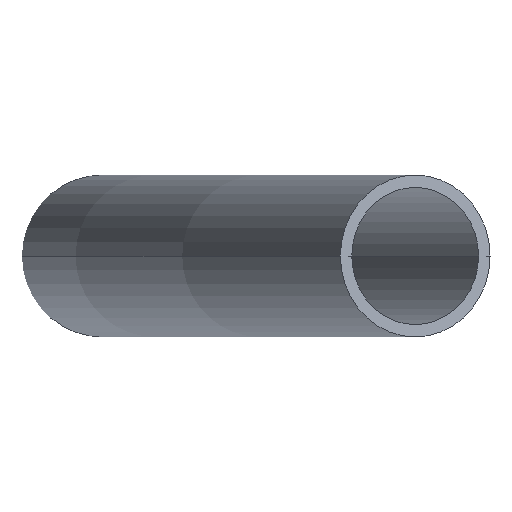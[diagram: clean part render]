
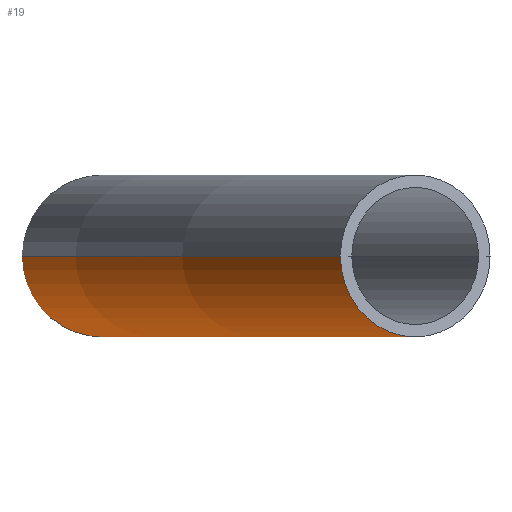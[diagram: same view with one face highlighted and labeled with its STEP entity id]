
A CAD part, left-side view. The second image highlights one B-rep face of the part: STEP entity #19.
In plain terms, the highlighted toroidal (fillet/blend) face has major radius 1250 mm and minor radius 24.15 mm.
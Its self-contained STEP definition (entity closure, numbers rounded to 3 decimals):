
#5 = CARTESIAN_POINT ( 'NONE',  ( 487.596, 1177.161, 0. ) ) ;
#6 = DIRECTION ( 'NONE',  ( 0.924, 0.383, 0. ) ) ;
#8 = DIRECTION ( 'NONE',  ( -0.383, 0.924, 0. ) ) ;
#14 = EDGE_CURVE ( 'NONE', #175, #41, #112, .T. ) ;
#19 = ADVANCED_FACE ( 'NONE', ( #61 ), #228, .T. ) ;
#27 = AXIS2_PLACEMENT_3D ( 'NONE', #194, #233, #133 ) ;
#28 = CARTESIAN_POINT ( 'NONE',  ( -469.112, 1132.538, 0. ) ) ;
#30 = ORIENTED_EDGE ( 'NONE', *, *, #216, .F. ) ;
#36 = AXIS2_PLACEMENT_3D ( 'NONE', #93, #217, #139 ) ;
#41 = VERTEX_POINT ( 'NONE', #5 ) ;
#42 = CARTESIAN_POINT ( 'NONE',  ( -487.596, 1177.161, 0. ) ) ;
#48 = DIRECTION ( 'NONE',  ( 0.924, -0.383, 0. ) ) ;
#54 = ORIENTED_EDGE ( 'NONE', *, *, #67, .F. ) ;
#57 = CIRCLE ( 'NONE', #60, 24.15 ) ;
#60 = AXIS2_PLACEMENT_3D ( 'NONE', #240, #6, #8 ) ;
#61 = FACE_OUTER_BOUND ( 'NONE', #172, .T. ) ;
#67 = EDGE_CURVE ( 'NONE', #140, #184, #219, .T. ) ;
#84 = DIRECTION ( 'NONE',  ( -1., 0., 0. ) ) ;
#93 = CARTESIAN_POINT ( 'NONE',  ( 0., 0., 0. ) ) ;
#111 = AXIS2_PLACEMENT_3D ( 'NONE', #116, #153, #84 ) ;
#112 = CIRCLE ( 'NONE', #111, 1274.15 ) ;
#116 = CARTESIAN_POINT ( 'NONE',  ( 0., 0., 0. ) ) ;
#122 = CARTESIAN_POINT ( 'NONE',  ( 469.112, 1132.538, 0. ) ) ;
#126 = CIRCLE ( 'NONE', #232, 24.15 ) ;
#127 = DIRECTION ( 'NONE',  ( 0.383, 0.924, 0. ) ) ;
#133 = DIRECTION ( 'NONE',  ( -1., 0., 0. ) ) ;
#139 = DIRECTION ( 'NONE',  ( -1., 0., 0. ) ) ;
#140 = VERTEX_POINT ( 'NONE', #28 ) ;
#153 = DIRECTION ( 'NONE',  ( 0., 0., -1. ) ) ;
#159 = ORIENTED_EDGE ( 'NONE', *, *, #14, .T. ) ;
#172 = EDGE_LOOP ( 'NONE', ( #246, #159, #30, #54 ) ) ;
#175 = VERTEX_POINT ( 'NONE', #42 ) ;
#184 = VERTEX_POINT ( 'NONE', #122 ) ;
#191 = EDGE_CURVE ( 'NONE', #140, #175, #57, .T. ) ;
#194 = CARTESIAN_POINT ( 'NONE',  ( 0., 0., 0. ) ) ;
#216 = EDGE_CURVE ( 'NONE', #184, #41, #126, .T. ) ;
#217 = DIRECTION ( 'NONE',  ( 0., 0., -1. ) ) ;
#219 = CIRCLE ( 'NONE', #36, 1225.85 ) ;
#224 = CARTESIAN_POINT ( 'NONE',  ( 478.354, 1154.849, 0. ) ) ;
#228 = TOROIDAL_SURFACE ( 'NONE', #27, 1250., 24.15 ) ;
#232 = AXIS2_PLACEMENT_3D ( 'NONE', #224, #48, #127 ) ;
#233 = DIRECTION ( 'NONE',  ( 0., 0., -1. ) ) ;
#240 = CARTESIAN_POINT ( 'NONE',  ( -478.354, 1154.849, 0. ) ) ;
#246 = ORIENTED_EDGE ( 'NONE', *, *, #191, .T. ) ;
